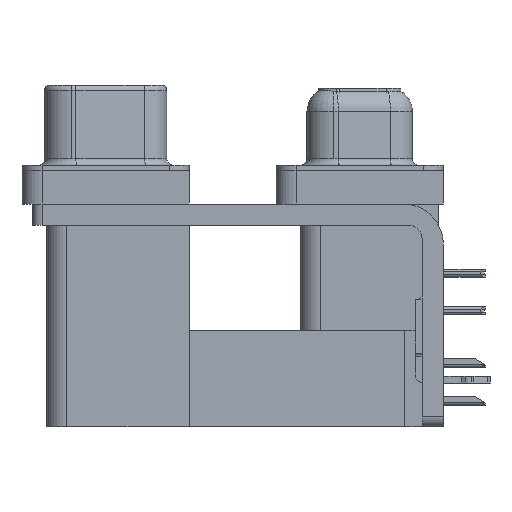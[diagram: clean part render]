
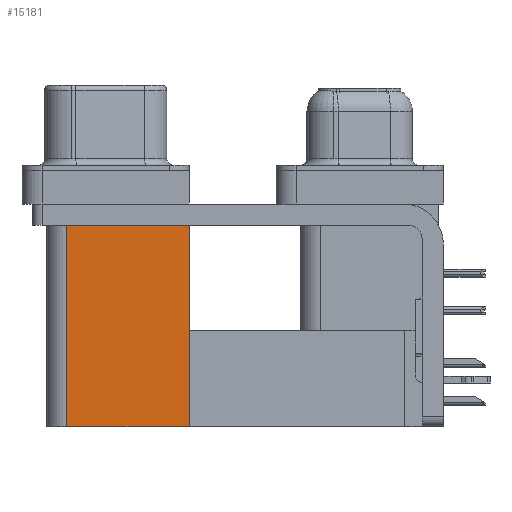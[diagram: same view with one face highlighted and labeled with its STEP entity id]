
A CAD part, left-side view. The second image highlights one B-rep face of the part: STEP entity #15181.
In plain terms, the highlighted planar face has unit normal (-1, 0, 0).
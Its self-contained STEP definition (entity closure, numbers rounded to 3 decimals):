
#45 = ORIENTED_EDGE ( 'NONE', *, *, #24058, .T. ) ;
#3102 = DIRECTION ( 'NONE',  ( 0., 1., 0. ) ) ;
#4582 = VECTOR ( 'NONE', #3102, 1000. ) ;
#5030 = ORIENTED_EDGE ( 'NONE', *, *, #10666, .T. ) ;
#5059 = EDGE_CURVE ( 'NONE', #29250, #14000, #10399, .T. ) ;
#5406 = LINE ( 'NONE', #41413, #21169 ) ;
#5847 = DIRECTION ( 'NONE',  ( 0., 1., 0. ) ) ;
#7795 = DIRECTION ( 'NONE',  ( 1., 0., 0. ) ) ;
#10399 = LINE ( 'NONE', #27818, #43474 ) ;
#10666 = EDGE_CURVE ( 'NONE', #36116, #14000, #45412, .T. ) ;
#11052 = FACE_OUTER_BOUND ( 'NONE', #39088, .T. ) ;
#11283 = DIRECTION ( 'NONE',  ( 0., 0., -1. ) ) ;
#11806 = CARTESIAN_POINT ( 'NONE',  ( 3.765, 12.775, -19.2 ) ) ;
#14000 = VERTEX_POINT ( 'NONE', #42095 ) ;
#15181 = ADVANCED_FACE ( 'NONE', ( #11052 ), #22412, .F. ) ;
#15441 = CARTESIAN_POINT ( 'NONE',  ( 3.765, 12.775, -19.2 ) ) ;
#15455 = ORIENTED_EDGE ( 'NONE', *, *, #23471, .F. ) ;
#18908 = VECTOR ( 'NONE', #5847, 1000. ) ;
#20150 = DIRECTION ( 'NONE',  ( 0., 0., 1. ) ) ;
#21169 = VECTOR ( 'NONE', #45767, 1000. ) ;
#22412 = PLANE ( 'NONE',  #28913 ) ;
#22740 = CARTESIAN_POINT ( 'NONE',  ( 3.765, 21.975, -19.2 ) ) ;
#23471 = EDGE_CURVE ( 'NONE', #26017, #29250, #37903, .T. ) ;
#24058 = EDGE_CURVE ( 'NONE', #26017, #36116, #5406, .T. ) ;
#26017 = VERTEX_POINT ( 'NONE', #11806 ) ;
#27203 = CARTESIAN_POINT ( 'NONE',  ( 3.765, 12.775, -19.2 ) ) ;
#27818 = CARTESIAN_POINT ( 'NONE',  ( 3.765, 21.975, -19.2 ) ) ;
#28913 = AXIS2_PLACEMENT_3D ( 'NONE', #15441, #7795, #11283 ) ;
#28944 = ORIENTED_EDGE ( 'NONE', *, *, #5059, .F. ) ;
#29250 = VERTEX_POINT ( 'NONE', #22740 ) ;
#34933 = CARTESIAN_POINT ( 'NONE',  ( 3.765, 12.775, -2.5 ) ) ;
#36116 = VERTEX_POINT ( 'NONE', #41748 ) ;
#37903 = LINE ( 'NONE', #27203, #18908 ) ;
#39088 = EDGE_LOOP ( 'NONE', ( #5030, #28944, #15455, #45 ) ) ;
#41413 = CARTESIAN_POINT ( 'NONE',  ( 3.765, 12.775, -19.2 ) ) ;
#41748 = CARTESIAN_POINT ( 'NONE',  ( 3.765, 12.775, -2.5 ) ) ;
#42095 = CARTESIAN_POINT ( 'NONE',  ( 3.765, 21.975, -2.5 ) ) ;
#43474 = VECTOR ( 'NONE', #20150, 1000. ) ;
#45412 = LINE ( 'NONE', #34933, #4582 ) ;
#45767 = DIRECTION ( 'NONE',  ( 0., 0., 1. ) ) ;
